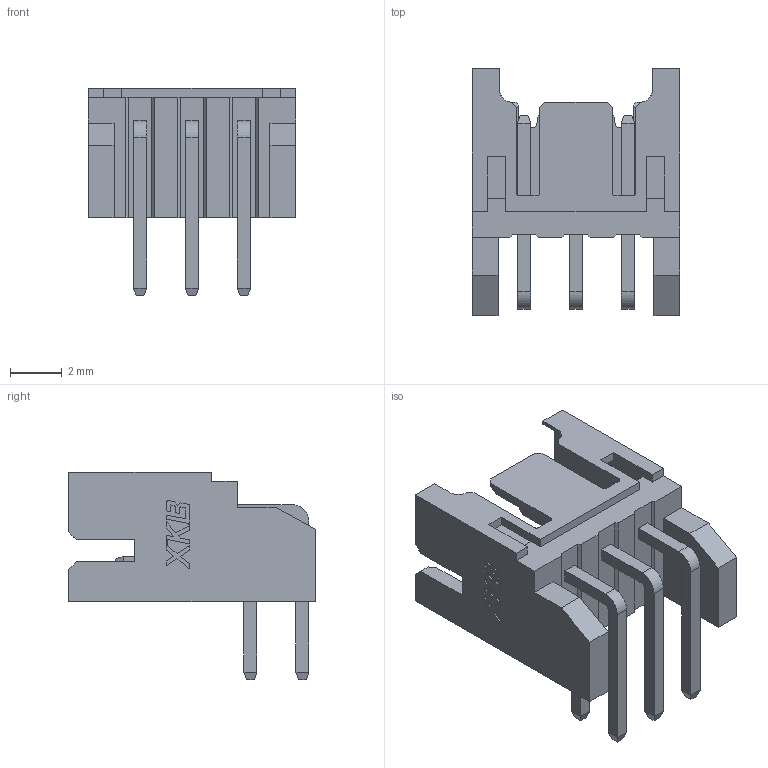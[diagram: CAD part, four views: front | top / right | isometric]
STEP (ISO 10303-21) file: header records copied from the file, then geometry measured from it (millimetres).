
FILE_DESCRIPTION(('STEP AP214'),'1');
FILE_NAME('x2026wr-2x03-n0sn.stp','2022-03-12T03:03:17',('TraceParts'),('TraceParts S.A.'),'Spatial InterOp 3D',' ',' ');
FILE_SCHEMA(('AUTOMOTIVE_DESIGN { 1 0 10303 214 1 1 1 1 }'));
Length unit declared in the file: millimetre
Products named in the file (1): x2026wr-2x03-n0sn
Bounding box: 8 x 9.5 x 8 mm (x, y, z)
Volume: 132.3 mm3; surface area: 482.1 mm2
Topology: 1 solids, 1 shells, 298 faces, 790 edges, 503 vertices
Faces by surface type: plane 264, cylinder 30, cone 4
Entity records: 9039 total; most frequent: CARTESIAN_POINT 1602, ORIENTED_EDGE 1580, DIRECTION 1450, EDGE_CURVE 790, LINE 724, VECTOR 724, VERTEX_POINT 503, AXIS2_PLACEMENT_3D 363
